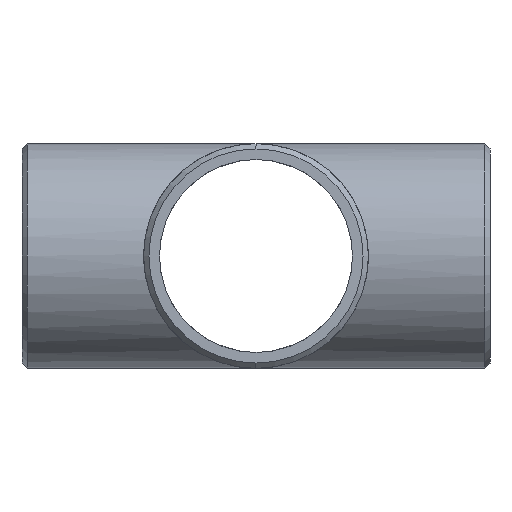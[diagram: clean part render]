
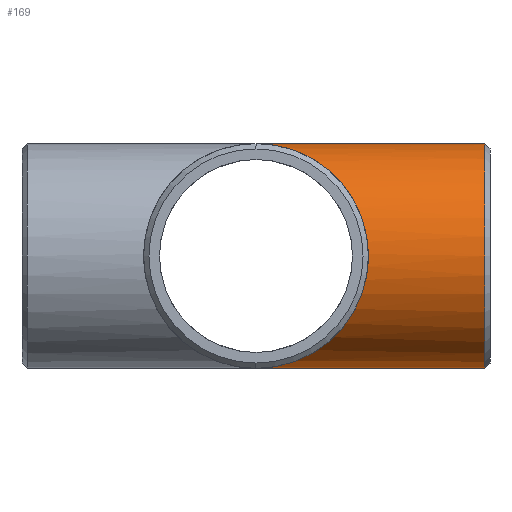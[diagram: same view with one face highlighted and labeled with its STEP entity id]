
A CAD part, left-side view. The second image highlights one B-rep face of the part: STEP entity #169.
In plain terms, the highlighted cylindrical face has radius 36.5 mm (diameter 73 mm), a partial arc.
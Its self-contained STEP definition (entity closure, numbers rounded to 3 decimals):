
#29 = DIRECTION ( 'NONE',  ( 0., 1., 0. ) ) ;
#36 = EDGE_CURVE ( 'NONE', #585, #750, #567, .T. ) ;
#49 = CIRCLE ( 'NONE', #63, 36.5 ) ;
#53 = CARTESIAN_POINT ( 'NONE',  ( 0., -76., -36.5 ) ) ;
#63 = AXIS2_PLACEMENT_3D ( 'NONE', #327, #499, #156 ) ;
#71 = ORIENTED_EDGE ( 'NONE', *, *, #549, .F. ) ;
#85 = FACE_OUTER_BOUND ( 'NONE', #621, .T. ) ;
#102 = VERTEX_POINT ( 'NONE', #388 ) ;
#104 = CARTESIAN_POINT ( 'NONE',  ( -73., -73., -36.5 ) ) ;
#110 = VECTOR ( 'NONE', #563, 1000. ) ;
#114 = DIRECTION ( 'NONE',  ( 0., 1., 0. ) ) ;
#120 = ORIENTED_EDGE ( 'NONE', *, *, #36, .T. ) ;
#150 = EDGE_CURVE ( 'NONE', #660, #585, #49, .T. ) ;
#156 = DIRECTION ( 'NONE',  ( 0., 0., -1. ) ) ;
#169 = ADVANCED_FACE ( 'NONE', ( #85 ), #564, .T. ) ;
#270 = CARTESIAN_POINT ( 'NONE',  ( 0., -76., 0. ) ) ;
#276 =( BOUNDED_CURVE ( )  B_SPLINE_CURVE ( 3, ( #529, #104, #277, #514 ),
 .UNSPECIFIED., .F., .T. ) 
 B_SPLINE_CURVE_WITH_KNOTS ( ( 4, 4 ),
 ( 4.712, 7.854 ),
 .UNSPECIFIED. ) 
 CURVE ( )  GEOMETRIC_REPRESENTATION_ITEM ( )  RATIONAL_B_SPLINE_CURVE ( ( 1., 0.333, 0.333, 1. ) ) 
 REPRESENTATION_ITEM ( '' )  );
#277 = CARTESIAN_POINT ( 'NONE',  ( -73., -73., 36.5 ) ) ;
#282 = EDGE_CURVE ( 'NONE', #102, #750, #276, .T. ) ;
#315 = CARTESIAN_POINT ( 'NONE',  ( 0., -76., 36.5 ) ) ;
#327 = CARTESIAN_POINT ( 'NONE',  ( 0., -74.28, 0. ) ) ;
#388 = CARTESIAN_POINT ( 'NONE',  ( 0., 0., -36.5 ) ) ;
#444 = DIRECTION ( 'NONE',  ( 0., 0., -1. ) ) ;
#464 = CARTESIAN_POINT ( 'NONE',  ( 0., -74.28, 36.5 ) ) ;
#485 = CARTESIAN_POINT ( 'NONE',  ( 0., 0., 36.5 ) ) ;
#499 = DIRECTION ( 'NONE',  ( 0., 1., 0. ) ) ;
#514 = CARTESIAN_POINT ( 'NONE',  ( 0., 0., 36.5 ) ) ;
#529 = CARTESIAN_POINT ( 'NONE',  ( 0., 0., -36.5 ) ) ;
#549 = EDGE_CURVE ( 'NONE', #660, #102, #596, .T. ) ;
#563 = DIRECTION ( 'NONE',  ( 0., 1., 0. ) ) ;
#564 = CYLINDRICAL_SURFACE ( 'NONE', #664, 36.5 ) ;
#567 = LINE ( 'NONE', #315, #110 ) ;
#585 = VERTEX_POINT ( 'NONE', #464 ) ;
#587 = CARTESIAN_POINT ( 'NONE',  ( 0., -74.28, -36.5 ) ) ;
#596 = LINE ( 'NONE', #53, #719 ) ;
#621 = EDGE_LOOP ( 'NONE', ( #678, #120, #628, #71 ) ) ;
#628 = ORIENTED_EDGE ( 'NONE', *, *, #282, .F. ) ;
#660 = VERTEX_POINT ( 'NONE', #587 ) ;
#664 = AXIS2_PLACEMENT_3D ( 'NONE', #270, #29, #444 ) ;
#678 = ORIENTED_EDGE ( 'NONE', *, *, #150, .T. ) ;
#719 = VECTOR ( 'NONE', #114, 1000. ) ;
#750 = VERTEX_POINT ( 'NONE', #485 ) ;
